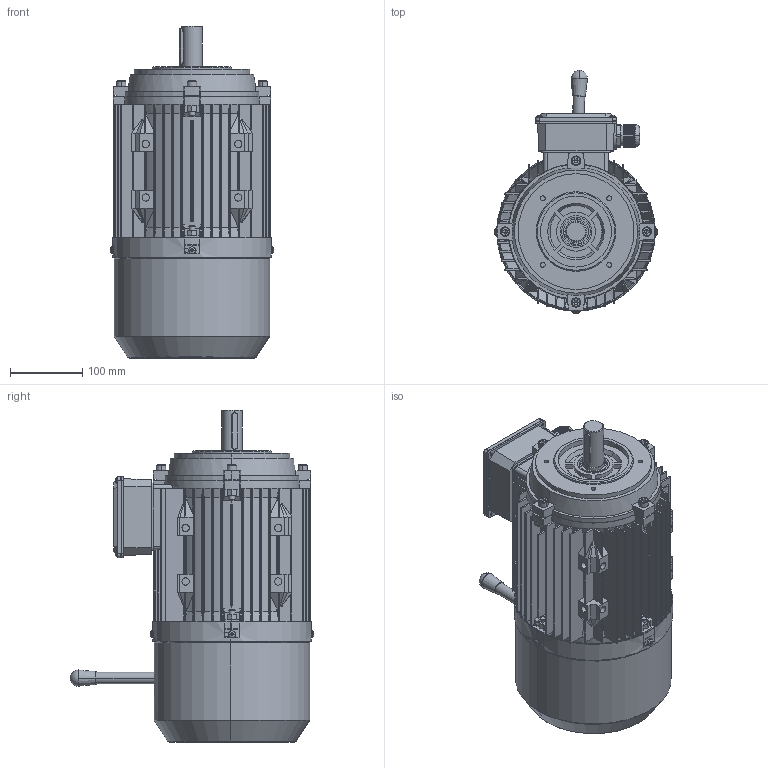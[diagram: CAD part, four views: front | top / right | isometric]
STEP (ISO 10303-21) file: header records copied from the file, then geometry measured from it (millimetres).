
FILE_DESCRIPTION (( 'STEP AP203' ), '1' );
FILE_NAME ('MSB112 B14俋倛芞.STEP', '2012-12-30T01:33:52', ( 'USER' ), ( 'MS' ), 'SwSTEP 2.0', 'SolidWorks 2008', '' );
FILE_SCHEMA (( 'CONFIG_CONTROL_DESIGN' ));
Length unit declared in the file: millimetre
Products named in the file (15): 112-132出线螺套_默认; MS112 风叶_默认; MS112 油封_默认; MS112 端盖螺钉M8×40_GB_FASTENER_SCREWS_HSHCS M8X40-N; MS112 儂褲蹟譫M8_GB_FASTENER_NUT_SNC1 M8-N; MS112 B14前盖1_默认; MS112 机壳_默认; MSB112 B14俋倛芞; MS132接线盒座_默认; MS132接线盒盖_默认; 132諉盄碟釱蹟隊_GB_CROSS_SCREWS_TYPE1 M4X6-6  H type-N; MSB112转轴_默认; MSB112后盖_默认; MSB112风罩_默认; MS112 风罩螺钉M5×6_GB_CROSS_SCREWS_TYPE1 M5X6-6  H type-N
Assembly tree (33 placements, depth 2):
  MSB112 B14俋倛芞
    MS112 机壳_默认
    MS112 端盖螺钉M8×40_GB_FASTENER_SCREWS_HSHCS M8X40-N  x8
    MSB112风罩_默认
    MS112 儂褲蹟譫M8_GB_FASTENER_NUT_SNC1 M8-N  x7
    MS112 风叶_默认
    MS112 风罩螺钉M5×6_GB_CROSS_SCREWS_TYPE1 M5X6-6  H type-N  x4
    MSB112后盖_默认
    132諉盄碟釱蹟隊_GB_CROSS_SCREWS_TYPE1 M4X6-6  H type-N  x4
    MS112 油封_默认
    112-132出线螺套_默认
    MS112 B14前盖1_默认
    MSB112转轴_默认
    MS132接线盒座_默认
    MS132接线盒盖_默认
Bounding box: 226.13 x 336.53 x 458.85 mm (x, y, z)
Volume: 2316249.8 mm3; surface area: 1273373.8 mm2
Topology: 35 solids, 35 shells, 3207 faces, 8742 edges, 5652 vertices
Faces by surface type: plane 2068, cylinder 744, cone 196, bspline 80, sphere 60, torus 59
Entity records: 96708 total; most frequent: CARTESIAN_POINT 22945, ORIENTED_EDGE 15494, DIRECTION 13867, EDGE_CURVE 7747, VECTOR 5185, LINE 5185, VERTEX_POINT 5030, AXIS2_PLACEMENT_3D 4341
